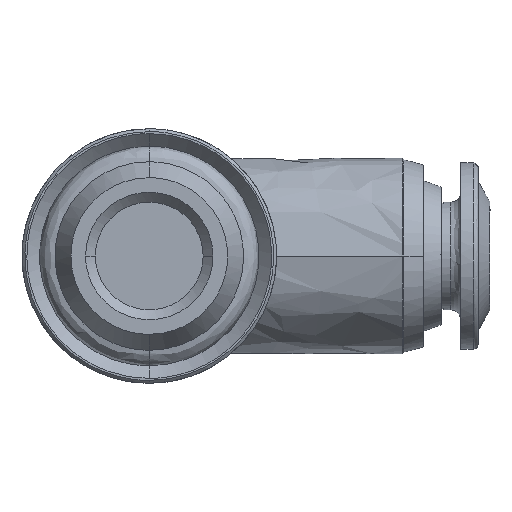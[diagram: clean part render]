
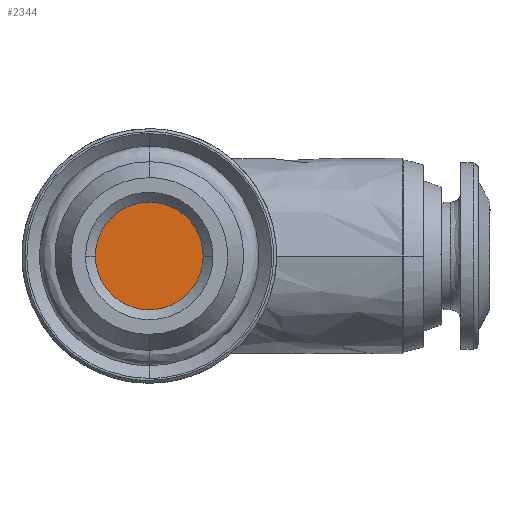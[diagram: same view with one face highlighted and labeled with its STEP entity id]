
A CAD part, front view. The second image highlights one B-rep face of the part: STEP entity #2344.
In plain terms, the highlighted free-form (B-spline) face has degree [1, 1] with [2, 2] control points.
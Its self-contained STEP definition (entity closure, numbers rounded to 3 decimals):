
#113 = CARTESIAN_POINT ( 'NONE',  ( -2.75, -24.871, 0. ) ) ;
#651 = CARTESIAN_POINT ( 'NONE',  ( 2.75, -24.871, 0. ) ) ;
#848 = VERTEX_POINT ( 'NONE', #2254 ) ;
#884 = CARTESIAN_POINT ( 'NONE',  ( 1.611, -24.871, 2.75 ) ) ;
#905 = CARTESIAN_POINT ( 'NONE',  ( -2.75, -24.871, 1.611 ) ) ;
#1334 = CARTESIAN_POINT ( 'NONE',  ( 2.75, -24.871, 0. ) ) ;
#1353 = CARTESIAN_POINT ( 'NONE',  ( -1.611, -24.871, 2.75 ) ) ;
#1653 = CARTESIAN_POINT ( 'NONE',  ( -2.783, -24.871, 2.783 ) ) ;
#1784 = EDGE_CURVE ( 'NONE', #848, #2225, #2468, .T. ) ;
#2225 = VERTEX_POINT ( 'NONE', #113 ) ;
#2254 = CARTESIAN_POINT ( 'NONE',  ( 2.75, -24.871, 0. ) ) ;
#2344 = ADVANCED_FACE ( 'NONE', ( #3721 ), #4851, .F. ) ;
#2468 =( BOUNDED_CURVE ( )  B_SPLINE_CURVE ( 3, ( #651, #3585, #3124, #3148 ),
 .UNSPECIFIED., .F., .F. ) 
 B_SPLINE_CURVE_WITH_KNOTS ( ( 4, 4 ),
 ( -3.142, 0. ),
 .UNSPECIFIED. ) 
 CURVE ( )  GEOMETRIC_REPRESENTATION_ITEM ( )  RATIONAL_B_SPLINE_CURVE ( ( 1., 0.333, 0.333, 1. ) ) 
 REPRESENTATION_ITEM ( '' )  );
#2697 = CARTESIAN_POINT ( 'NONE',  ( -2.783, -24.871, -2.783 ) ) ;
#2761 = CARTESIAN_POINT ( 'NONE',  ( 2.783, -24.871, -2.783 ) ) ;
#2838 = CARTESIAN_POINT ( 'NONE',  ( 2.75, -24.871, 1.611 ) ) ;
#2847 =( BOUNDED_CURVE ( )  B_SPLINE_CURVE ( 3, ( #3430, #905, #1353, #4340, #884, #2838, #1334 ),
 .UNSPECIFIED., .F., .F. ) 
 B_SPLINE_CURVE_WITH_KNOTS ( ( 4, 3, 4 ),
 ( -3.142, -1.571, 0. ),
 .UNSPECIFIED. ) 
 CURVE ( )  GEOMETRIC_REPRESENTATION_ITEM ( )  RATIONAL_B_SPLINE_CURVE ( ( 1., 0.805, 0.805, 1., 0.805, 0.805, 1. ) ) 
 REPRESENTATION_ITEM ( '' )  );
#3124 = CARTESIAN_POINT ( 'NONE',  ( -2.75, -24.871, -5.5 ) ) ;
#3148 = CARTESIAN_POINT ( 'NONE',  ( -2.75, -24.871, 0. ) ) ;
#3405 = EDGE_LOOP ( 'NONE', ( #5466, #4787 ) ) ;
#3430 = CARTESIAN_POINT ( 'NONE',  ( -2.75, -24.871, 0. ) ) ;
#3585 = CARTESIAN_POINT ( 'NONE',  ( 2.75, -24.871, -5.5 ) ) ;
#3721 = FACE_OUTER_BOUND ( 'NONE', #3405, .T. ) ;
#4340 = CARTESIAN_POINT ( 'NONE',  ( 0., -24.871, 2.75 ) ) ;
#4787 = ORIENTED_EDGE ( 'NONE', *, *, #5889, .F. ) ;
#4851 = B_SPLINE_SURFACE_WITH_KNOTS ( 'NONE', 1, 1, ( 
 ( #2761, #5684 ),
 ( #2697, #1653 ) ),
 .UNSPECIFIED., .F., .F., .F.,
 ( 2, 2 ),
 ( 2, 2 ),
 ( 0., 1. ),
 ( 0., 1. ),
 .UNSPECIFIED. ) ;
#5466 = ORIENTED_EDGE ( 'NONE', *, *, #1784, .F. ) ;
#5684 = CARTESIAN_POINT ( 'NONE',  ( 2.783, -24.871, 2.783 ) ) ;
#5889 = EDGE_CURVE ( 'NONE', #2225, #848, #2847, .T. ) ;
